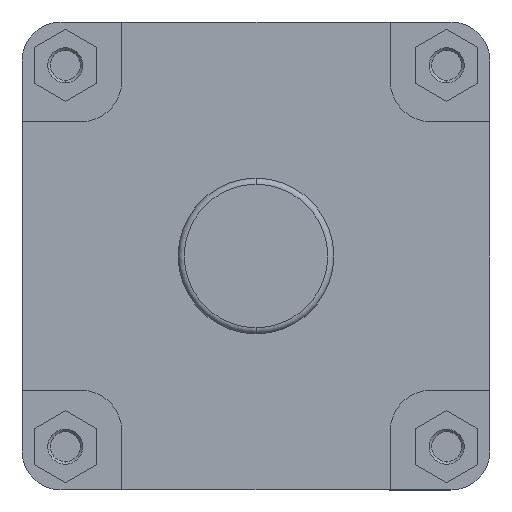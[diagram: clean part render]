
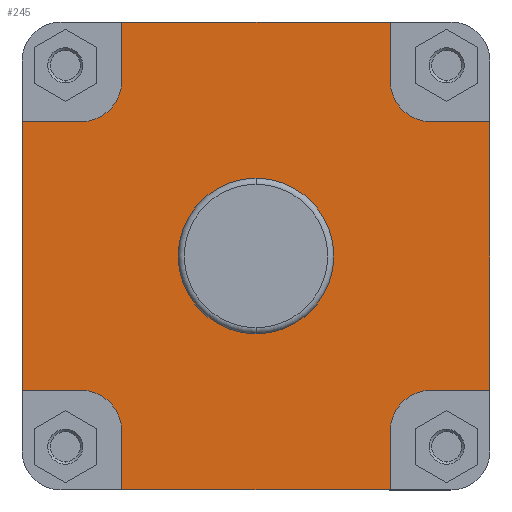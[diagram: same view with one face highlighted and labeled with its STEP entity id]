
A CAD part, left-side view. The second image highlights one B-rep face of the part: STEP entity #245.
In plain terms, the highlighted planar face has unit normal (-1, 0, 0).
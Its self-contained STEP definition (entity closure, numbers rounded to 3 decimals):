
#245 = ADVANCED_FACE ( 'NONE', ( #474, #468 ), #5587, .F. ) ;
#468 = FACE_OUTER_BOUND ( 'NONE', #3407, .T. ) ;
#474 = FACE_BOUND ( 'NONE', #3365, .T. ) ;
#580 = LINE ( 'NONE', #5821, #584 ) ;
#584 = VECTOR ( 'NONE', #5824, 1000. ) ;
#586 = VECTOR ( 'NONE', #5832, 1000. ) ;
#588 = CIRCLE ( 'NONE', #4759, 23.5 ) ;
#589 = LINE ( 'NONE', #5823, #586 ) ;
#599 = VECTOR ( 'NONE', #5847, 1000. ) ;
#601 = LINE ( 'NONE', #5841, #599 ) ;
#1044 = LINE ( 'NONE', #1966, #1054 ) ;
#1054 = VECTOR ( 'NONE', #1989, 1000. ) ;
#1058 = CIRCLE ( 'NONE', #4837, 44.9 ) ;
#1070 = VECTOR ( 'NONE', #2021, 1000. ) ;
#1082 = LINE ( 'NONE', #2014, #1070 ) ;
#1109 = CIRCLE ( 'NONE', #4844, 44.9 ) ;
#1140 = LINE ( 'NONE', #2115, #1141 ) ;
#1141 = VECTOR ( 'NONE', #2116, 1000. ) ;
#1147 = CIRCLE ( 'NONE', #4854, 23.5 ) ;
#1165 = LINE ( 'NONE', #2150, #1166 ) ;
#1166 = VECTOR ( 'NONE', #2151, 1000. ) ;
#1204 = VECTOR ( 'NONE', #2230, 1000. ) ;
#1223 = LINE ( 'NONE', #2225, #1204 ) ;
#1227 = VECTOR ( 'NONE', #2249, 1000. ) ;
#1235 = LINE ( 'NONE', #2238, #1227 ) ;
#1269 = LINE ( 'NONE', #2297, #1270 ) ;
#1270 = VECTOR ( 'NONE', #2298, 1000. ) ;
#1322 = LINE ( 'NONE', #2381, #1323 ) ;
#1323 = VECTOR ( 'NONE', #2382, 1000. ) ;
#1325 = CIRCLE ( 'NONE', #4898, 23.5 ) ;
#1346 = CIRCLE ( 'NONE', #4909, 23.5 ) ;
#1485 = LINE ( 'NONE', #2641, #1486 ) ;
#1486 = VECTOR ( 'NONE', #2642, 1000. ) ;
#1906 = CARTESIAN_POINT ( 'NONE',  ( 67., -135., 77.5 ) ) ;
#1913 = CARTESIAN_POINT ( 'NONE',  ( 67., -135., -77.5 ) ) ;
#1915 = CARTESIAN_POINT ( 'NONE',  ( 67., 101., 77.5 ) ) ;
#1917 = CARTESIAN_POINT ( 'NONE',  ( 67., -101., -77.5 ) ) ;
#1918 = CARTESIAN_POINT ( 'NONE',  ( 67., 77.5, 101. ) ) ;
#1921 = CARTESIAN_POINT ( 'NONE',  ( 67., -77.5, -101. ) ) ;
#1924 = CARTESIAN_POINT ( 'NONE',  ( 67., -77.5, 135. ) ) ;
#1930 = CARTESIAN_POINT ( 'NONE',  ( 67., 77.5, -135. ) ) ;
#1931 = CARTESIAN_POINT ( 'NONE',  ( 67., -77.5, -135. ) ) ;
#1944 = CARTESIAN_POINT ( 'NONE',  ( 67., -77.5, 101. ) ) ;
#1947 = CARTESIAN_POINT ( 'NONE',  ( 67., -101., 77.5 ) ) ;
#1952 = CARTESIAN_POINT ( 'NONE',  ( 67., 77.5, 135. ) ) ;
#1966 = CARTESIAN_POINT ( 'NONE',  ( 67., 135., 77.5 ) ) ;
#1989 = DIRECTION ( 'NONE',  ( 0., -1., 0. ) ) ;
#1990 = CARTESIAN_POINT ( 'NONE',  ( 67., 0., 0. ) ) ;
#1991 = DIRECTION ( 'NONE',  ( -1., 0., 0. ) ) ;
#1992 = DIRECTION ( 'NONE',  ( 0., 0., 1. ) ) ;
#2014 = CARTESIAN_POINT ( 'NONE',  ( 67., 77.5, -135. ) ) ;
#2021 = DIRECTION ( 'NONE',  ( 0., 0., 1. ) ) ;
#2052 = CARTESIAN_POINT ( 'NONE',  ( 67., 0., 0. ) ) ;
#2062 = DIRECTION ( 'NONE',  ( -1., 0., 0. ) ) ;
#2063 = DIRECTION ( 'NONE',  ( 0., 0., 1. ) ) ;
#2115 = CARTESIAN_POINT ( 'NONE',  ( 67., 135., 0. ) ) ;
#2116 = DIRECTION ( 'NONE',  ( 0., 0., 1. ) ) ;
#2120 = CARTESIAN_POINT ( 'NONE',  ( 67., 101., -101. ) ) ;
#2122 = DIRECTION ( 'NONE',  ( -1., 0., 0. ) ) ;
#2123 = DIRECTION ( 'NONE',  ( 0., 0., -1. ) ) ;
#2150 = CARTESIAN_POINT ( 'NONE',  ( 67., 101., -77.5 ) ) ;
#2151 = DIRECTION ( 'NONE',  ( 0., 1., 0. ) ) ;
#2225 = CARTESIAN_POINT ( 'NONE',  ( 67., -135., -77.5 ) ) ;
#2230 = DIRECTION ( 'NONE',  ( 0., 1., 0. ) ) ;
#2238 = CARTESIAN_POINT ( 'NONE',  ( 67., -77.5, -101. ) ) ;
#2249 = DIRECTION ( 'NONE',  ( 0., 0., -1. ) ) ;
#2297 = CARTESIAN_POINT ( 'NONE',  ( 67., -77.5, 135. ) ) ;
#2298 = DIRECTION ( 'NONE',  ( 0., 0., -1. ) ) ;
#2371 = CARTESIAN_POINT ( 'NONE',  ( 67., -101., 101. ) ) ;
#2381 = CARTESIAN_POINT ( 'NONE',  ( 67., -135., 0. ) ) ;
#2382 = DIRECTION ( 'NONE',  ( 0., 0., 1. ) ) ;
#2383 = DIRECTION ( 'NONE',  ( -1., 0., 0. ) ) ;
#2384 = DIRECTION ( 'NONE',  ( 0., 0., -1. ) ) ;
#2417 = CARTESIAN_POINT ( 'NONE',  ( 67., -101., -101. ) ) ;
#2418 = DIRECTION ( 'NONE',  ( -1., 0., 0. ) ) ;
#2419 = DIRECTION ( 'NONE',  ( 0., 0., -1. ) ) ;
#2641 = CARTESIAN_POINT ( 'NONE',  ( 67., -101., 77.5 ) ) ;
#2642 = DIRECTION ( 'NONE',  ( 0., -1., 0. ) ) ;
#2650 = CARTESIAN_POINT ( 'NONE',  ( 67., 0., 44.9 ) ) ;
#2653 = CARTESIAN_POINT ( 'NONE',  ( 67., 0., -44.9 ) ) ;
#3094 = VERTEX_POINT ( 'NONE', #5803 ) ;
#3095 = VERTEX_POINT ( 'NONE', #5804 ) ;
#3096 = VERTEX_POINT ( 'NONE', #5805 ) ;
#3097 = VERTEX_POINT ( 'NONE', #5806 ) ;
#3365 = EDGE_LOOP ( 'NONE', ( #6407, #6372 ) ) ;
#3407 = EDGE_LOOP ( 'NONE', ( #6367, #6397, #6396, #6398, #6364, #6376, #6375, #6284, #6289, #6285, #6282, #6288, #6299, #6298, #6443, #6441 ) ) ;
#4297 = EDGE_CURVE ( 'NONE', #6874, #6846, #580, .T. ) ;
#4298 = EDGE_CURVE ( 'NONE', #6837, #6840, #588, .T. ) ;
#4300 = EDGE_CURVE ( 'NONE', #6840, #6874, #589, .T. ) ;
#4307 = EDGE_CURVE ( 'NONE', #6852, #6853, #601, .T. ) ;
#4706 = AXIS2_PLACEMENT_3D ( 'NONE', #5575, #5588, #5589 ) ;
#4759 = AXIS2_PLACEMENT_3D ( 'NONE', #5825, #5826, #5827 ) ;
#4837 = AXIS2_PLACEMENT_3D ( 'NONE', #1990, #1991, #1992 ) ;
#4844 = AXIS2_PLACEMENT_3D ( 'NONE', #2052, #2062, #2063 ) ;
#4854 = AXIS2_PLACEMENT_3D ( 'NONE', #2120, #2122, #2123 ) ;
#4898 = AXIS2_PLACEMENT_3D ( 'NONE', #2371, #2383, #2384 ) ;
#4909 = AXIS2_PLACEMENT_3D ( 'NONE', #2417, #2418, #2419 ) ;
#5575 = CARTESIAN_POINT ( 'NONE',  ( 67., 44.9, 0. ) ) ;
#5587 = PLANE ( 'NONE',  #4706 ) ;
#5588 = DIRECTION ( 'NONE',  ( 1., 0., 0. ) ) ;
#5589 = DIRECTION ( 'NONE',  ( 0., 0., -1. ) ) ;
#5803 = CARTESIAN_POINT ( 'NONE',  ( 67., 77.5, -101. ) ) ;
#5804 = CARTESIAN_POINT ( 'NONE',  ( 67., 101., -77.5 ) ) ;
#5805 = CARTESIAN_POINT ( 'NONE',  ( 67., 135., -77.5 ) ) ;
#5806 = CARTESIAN_POINT ( 'NONE',  ( 67., 135., 77.5 ) ) ;
#5821 = CARTESIAN_POINT ( 'NONE',  ( 67., -297.141, 135. ) ) ;
#5823 = CARTESIAN_POINT ( 'NONE',  ( 67., 77.5, 101. ) ) ;
#5824 = DIRECTION ( 'NONE',  ( 0., -1., 0. ) ) ;
#5825 = CARTESIAN_POINT ( 'NONE',  ( 67., 101., 101. ) ) ;
#5826 = DIRECTION ( 'NONE',  ( -1., 0., 0. ) ) ;
#5827 = DIRECTION ( 'NONE',  ( 0., 0., -1. ) ) ;
#5832 = DIRECTION ( 'NONE',  ( 0., 0., 1. ) ) ;
#5841 = CARTESIAN_POINT ( 'NONE',  ( 67., -297.141, -135. ) ) ;
#5847 = DIRECTION ( 'NONE',  ( 0., -1., 0. ) ) ;
#6282 = ORIENTED_EDGE ( 'NONE', *, *, #4298, .F. ) ;
#6284 = ORIENTED_EDGE ( 'NONE', *, *, #7133, .F. ) ;
#6285 = ORIENTED_EDGE ( 'NONE', *, *, #4300, .F. ) ;
#6288 = ORIENTED_EDGE ( 'NONE', *, *, #6898, .F. ) ;
#6289 = ORIENTED_EDGE ( 'NONE', *, *, #4297, .F. ) ;
#6298 = ORIENTED_EDGE ( 'NONE', *, *, #6966, .F. ) ;
#6299 = ORIENTED_EDGE ( 'NONE', *, *, #6951, .F. ) ;
#6364 = ORIENTED_EDGE ( 'NONE', *, *, #7167, .T. ) ;
#6367 = ORIENTED_EDGE ( 'NONE', *, *, #4307, .T. ) ;
#6372 = ORIENTED_EDGE ( 'NONE', *, *, #6899, .F. ) ;
#6375 = ORIENTED_EDGE ( 'NONE', *, *, #7168, .F. ) ;
#6376 = ORIENTED_EDGE ( 'NONE', *, *, #7273, .F. ) ;
#6396 = ORIENTED_EDGE ( 'NONE', *, *, #7182, .F. ) ;
#6397 = ORIENTED_EDGE ( 'NONE', *, *, #7112, .F. ) ;
#6398 = ORIENTED_EDGE ( 'NONE', *, *, #7105, .F. ) ;
#6407 = ORIENTED_EDGE ( 'NONE', *, *, #6930, .F. ) ;
#6441 = ORIENTED_EDGE ( 'NONE', *, *, #6913, .F. ) ;
#6443 = ORIENTED_EDGE ( 'NONE', *, *, #6954, .F. ) ;
#6827 = VERTEX_POINT ( 'NONE', #1906 ) ;
#6835 = VERTEX_POINT ( 'NONE', #1913 ) ;
#6837 = VERTEX_POINT ( 'NONE', #1915 ) ;
#6839 = VERTEX_POINT ( 'NONE', #1917 ) ;
#6840 = VERTEX_POINT ( 'NONE', #1918 ) ;
#6843 = VERTEX_POINT ( 'NONE', #1921 ) ;
#6846 = VERTEX_POINT ( 'NONE', #1924 ) ;
#6852 = VERTEX_POINT ( 'NONE', #1930 ) ;
#6853 = VERTEX_POINT ( 'NONE', #1931 ) ;
#6866 = VERTEX_POINT ( 'NONE', #1944 ) ;
#6869 = VERTEX_POINT ( 'NONE', #1947 ) ;
#6874 = VERTEX_POINT ( 'NONE', #1952 ) ;
#6898 = EDGE_CURVE ( 'NONE', #3097, #6837, #1044, .T. ) ;
#6899 = EDGE_CURVE ( 'NONE', #7288, #7287, #1058, .T. ) ;
#6913 = EDGE_CURVE ( 'NONE', #6852, #3094, #1082, .T. ) ;
#6930 = EDGE_CURVE ( 'NONE', #7287, #7288, #1109, .T. ) ;
#6951 = EDGE_CURVE ( 'NONE', #3096, #3097, #1140, .T. ) ;
#6954 = EDGE_CURVE ( 'NONE', #3094, #3095, #1147, .T. ) ;
#6966 = EDGE_CURVE ( 'NONE', #3095, #3096, #1165, .T. ) ;
#7105 = EDGE_CURVE ( 'NONE', #6835, #6839, #1223, .T. ) ;
#7112 = EDGE_CURVE ( 'NONE', #6843, #6853, #1235, .T. ) ;
#7133 = EDGE_CURVE ( 'NONE', #6846, #6866, #1269, .T. ) ;
#7167 = EDGE_CURVE ( 'NONE', #6835, #6827, #1322, .T. ) ;
#7168 = EDGE_CURVE ( 'NONE', #6866, #6869, #1325, .T. ) ;
#7182 = EDGE_CURVE ( 'NONE', #6839, #6843, #1346, .T. ) ;
#7273 = EDGE_CURVE ( 'NONE', #6869, #6827, #1485, .T. ) ;
#7287 = VERTEX_POINT ( 'NONE', #2650 ) ;
#7288 = VERTEX_POINT ( 'NONE', #2653 ) ;
